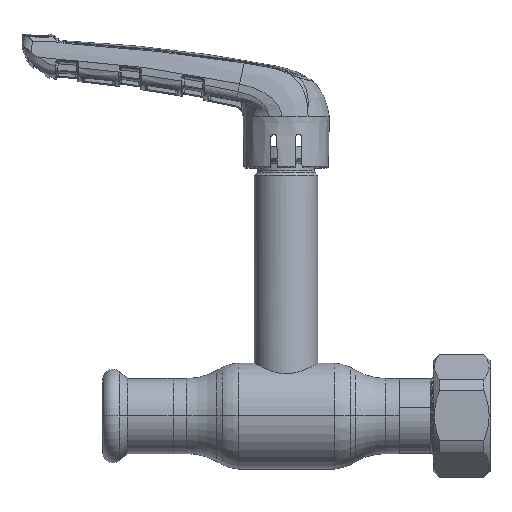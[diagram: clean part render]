
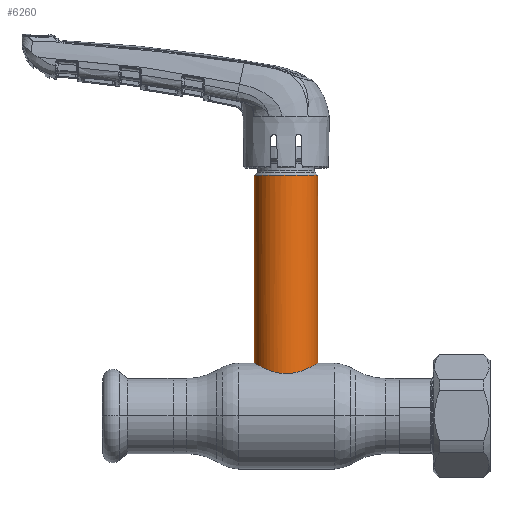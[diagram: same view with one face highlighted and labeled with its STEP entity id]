
A CAD part, top view. The second image highlights one B-rep face of the part: STEP entity #6260.
In plain terms, the highlighted cylindrical face has radius 9 mm (diameter 18 mm), a partial arc.
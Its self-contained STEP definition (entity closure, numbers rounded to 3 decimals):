
#705 = VECTOR ( 'NONE', #48426, 1000. ) ;
#1988 = CARTESIAN_POINT ( 'NONE',  ( 1.205, 12.046, 8.939 ) ) ;
#2238 = CARTESIAN_POINT ( 'NONE',  ( -7.126, 13.954, 5.528 ) ) ;
#2481 = CARTESIAN_POINT ( 'NONE',  ( -5.492, 13.196, 7.136 ) ) ;
#3497 = VERTEX_POINT ( 'NONE', #31556 ) ;
#3650 = CARTESIAN_POINT ( 'NONE',  ( 8.759, 14.857, 2.09 ) ) ;
#5762 = FACE_OUTER_BOUND ( 'NONE', #56171, .T. ) ;
#6260 = ADVANCED_FACE ( 'NONE', ( #5762 ), #56952, .T. ) ;
#7241 = CARTESIAN_POINT ( 'NONE',  ( -8.938, 14.963, 1.209 ) ) ;
#7469 = CARTESIAN_POINT ( 'NONE',  ( -9., 15., 0.611 ) ) ;
#7694 = CARTESIAN_POINT ( 'NONE',  ( -2.387, 12.221, 8.698 ) ) ;
#7928 = CARTESIAN_POINT ( 'NONE',  ( 2.378, 12.23, 8.685 ) ) ;
#9073 = CARTESIAN_POINT ( 'NONE',  ( 8.923, 14.954, 1.21 ) ) ;
#9123 = VERTEX_POINT ( 'NONE', #55873 ) ;
#11543 = CARTESIAN_POINT ( 'NONE',  ( 0., 0., 0. ) ) ;
#11796 = DIRECTION ( 'NONE',  ( -1., 0., 0. ) ) ;
#12710 = CARTESIAN_POINT ( 'NONE',  ( -1.213, 12.057, 8.923 ) ) ;
#12954 = CARTESIAN_POINT ( 'NONE',  ( -0.308, 12., 9. ) ) ;
#13659 = CARTESIAN_POINT ( 'NONE',  ( -8.7, 14.821, 2.382 ) ) ;
#18491 = CARTESIAN_POINT ( 'NONE',  ( 3.223, 12.423, 8.408 ) ) ;
#18716 = CARTESIAN_POINT ( 'NONE',  ( -6.15, 13.483, 6.577 ) ) ;
#18963 = CARTESIAN_POINT ( 'NONE',  ( -5.937, 13.387, 6.77 ) ) ;
#21951 = CARTESIAN_POINT ( 'NONE',  ( 9., 15., 0. ) ) ;
#23208 = LINE ( 'NONE', #35529, #27421 ) ;
#23707 = CARTESIAN_POINT ( 'NONE',  ( 7.781, 14.299, 4.56 ) ) ;
#23949 = CARTESIAN_POINT ( 'NONE',  ( 6.756, 13.77, 5.953 ) ) ;
#24191 = CARTESIAN_POINT ( 'NONE',  ( -4.037, 12.65, 8.065 ) ) ;
#24414 = CARTESIAN_POINT ( 'NONE',  ( 4.789, 12.918, 7.626 ) ) ;
#26140 = VERTEX_POINT ( 'NONE', #21951 ) ;
#27421 = VECTOR ( 'NONE', #35996, 1000. ) ;
#29435 = CARTESIAN_POINT ( 'NONE',  ( 0.606, 12., 9. ) ) ;
#29669 = CARTESIAN_POINT ( 'NONE',  ( 2.086, 12.176, 8.76 ) ) ;
#29903 = CARTESIAN_POINT ( 'NONE',  ( -4.543, 12.824, 7.791 ) ) ;
#30129 = CARTESIAN_POINT ( 'NONE',  ( -7.781, 14.299, 4.56 ) ) ;
#30308 = DIRECTION ( 'NONE',  ( 0., -1., 0. ) ) ;
#31556 = CARTESIAN_POINT ( 'NONE',  ( 9., 68.119, 0. ) ) ;
#31948 = CARTESIAN_POINT ( 'NONE',  ( -9., 0., 0. ) ) ;
#31958 = EDGE_CURVE ( 'NONE', #3497, #26140, #23208, .T. ) ;
#32151 = ORIENTED_EDGE ( 'NONE', *, *, #54224, .T. ) ;
#34685 = CARTESIAN_POINT ( 'NONE',  ( -8.519, 14.715, 2.961 ) ) ;
#34843 = AXIS2_PLACEMENT_3D ( 'NONE', #11543, #65934, #11796 ) ;
#34918 = CARTESIAN_POINT ( 'NONE',  ( 8.059, 14.454, 4.05 ) ) ;
#35529 = CARTESIAN_POINT ( 'NONE',  ( 9., 0., 0. ) ) ;
#35632 = CARTESIAN_POINT ( 'NONE',  ( 8.878, 14.927, 1.506 ) ) ;
#35996 = DIRECTION ( 'NONE',  ( 0., -1., 0. ) ) ;
#37330 = CARTESIAN_POINT ( 'NONE',  ( -9., 15., 0. ) ) ;
#39968 = CARTESIAN_POINT ( 'NONE',  ( -5.259, 13.1, 7.309 ) ) ;
#40206 = CARTESIAN_POINT ( 'NONE',  ( -2.963, 12.35, 8.518 ) ) ;
#40434 = CARTESIAN_POINT ( 'NONE',  ( 8.406, 14.651, 3.229 ) ) ;
#40663 = CARTESIAN_POINT ( 'NONE',  ( 8.509, 14.711, 2.947 ) ) ;
#42537 = LINE ( 'NONE', #31948, #705 ) ;
#45650 = CARTESIAN_POINT ( 'NONE',  ( -0.613, 12.012, 8.984 ) ) ;
#46112 = CARTESIAN_POINT ( 'NONE',  ( 5.507, 13.196, 7.142 ) ) ;
#46453 = EDGE_CURVE ( 'NONE', #53634, #26140, #68570, .T. ) ;
#46713 = ORIENTED_EDGE ( 'NONE', *, *, #58268, .T. ) ;
#46810 = CARTESIAN_POINT ( 'NONE',  ( 8.984, 14.991, 0.611 ) ) ;
#46991 = DIRECTION ( 'NONE',  ( -1., 0., 0. ) ) ;
#48426 = DIRECTION ( 'NONE',  ( 0., -1., 0. ) ) ;
#50898 = CARTESIAN_POINT ( 'NONE',  ( 6.56, 13.675, 6.169 ) ) ;
#51127 = CARTESIAN_POINT ( 'NONE',  ( 2.947, 12.353, 8.509 ) ) ;
#51818 = CARTESIAN_POINT ( 'NONE',  ( -8.06, 14.454, 4.048 ) ) ;
#52057 = CARTESIAN_POINT ( 'NONE',  ( 9., 15., 0.305 ) ) ;
#53634 = VERTEX_POINT ( 'NONE', #37330 ) ;
#54224 = EDGE_CURVE ( 'NONE', #9123, #53634, #42537, .T. ) ;
#54531 = CIRCLE ( 'NONE', #66794, 9. ) ;
#55873 = CARTESIAN_POINT ( 'NONE',  ( -9., 68.119, 0. ) ) ;
#56171 = EDGE_LOOP ( 'NONE', ( #58302, #46713, #32151, #62546 ) ) ;
#56372 = CARTESIAN_POINT ( 'NONE',  ( -9., 15., 0. ) ) ;
#56604 = CARTESIAN_POINT ( 'NONE',  ( 7.124, 13.954, 5.508 ) ) ;
#56952 = CYLINDRICAL_SURFACE ( 'NONE', #34843, 9. ) ;
#57304 = CARTESIAN_POINT ( 'NONE',  ( 3.763, 12.574, 8.181 ) ) ;
#57476 = CARTESIAN_POINT ( 'NONE',  ( 0., 68.119, 0. ) ) ;
#58268 = EDGE_CURVE ( 'NONE', #3497, #9123, #54531, .T. ) ;
#58302 = ORIENTED_EDGE ( 'NONE', *, *, #31958, .F. ) ;
#62071 = CARTESIAN_POINT ( 'NONE',  ( 5.948, 13.389, 6.778 ) ) ;
#62303 = CARTESIAN_POINT ( 'NONE',  ( 7.296, 14.043, 5.277 ) ) ;
#62546 = ORIENTED_EDGE ( 'NONE', *, *, #46453, .T. ) ;
#62752 = CARTESIAN_POINT ( 'NONE',  ( 4.026, 12.655, 8.055 ) ) ;
#65934 = DIRECTION ( 'NONE',  ( 0., -1., 0. ) ) ;
#66794 = AXIS2_PLACEMENT_3D ( 'NONE', #57476, #30308, #46991 ) ;
#67564 = CARTESIAN_POINT ( 'NONE',  ( 4.539, 12.827, 7.777 ) ) ;
#67794 = CARTESIAN_POINT ( 'NONE',  ( -1.509, 12.091, 8.878 ) ) ;
#68031 = CARTESIAN_POINT ( 'NONE',  ( 8.685, 14.813, 2.378 ) ) ;
#68273 = CARTESIAN_POINT ( 'NONE',  ( -6.758, 13.768, 5.971 ) ) ;
#68570 = B_SPLINE_CURVE_WITH_KNOTS ( 'NONE', 3,
 ( #56372, #7469, #7241, #13659, #34685, #51818, #30129, #2238, #68273, #18716, #18963, #2481, #39968, #29903, #24191, #40206, #7694, #67794, #12710, #45650, #12954, #29435, #1988, #29669, #7928, #51127, #18491, #57304, #62752, #67564, #24414, #46112, #62071, #50898, #23949, #56604, #62303, #23707, #34918, #40434, #40663, #68031, #3650, #35632, #9073, #46810, #52057, #68724 ),
 .UNSPECIFIED., .F., .F.,
 ( 4, 2, 2, 2, 2, 2, 2, 2, 2, 2, 2, 2, 2, 2, 2, 2, 2, 2, 2, 2, 2, 2, 2, 4 ),
 ( 0., 0.002, 0.004, 0.005, 0.007, 0.008, 0.009, 0.011, 0.013, 0.014, 0.014, 0.016, 0.017, 0.018, 0.019, 0.02, 0.022, 0.023, 0.023, 0.025, 0.026, 0.027, 0.028, 0.029 ),
 .UNSPECIFIED. ) ;
#68724 = CARTESIAN_POINT ( 'NONE',  ( 9., 15., 0. ) ) ;
